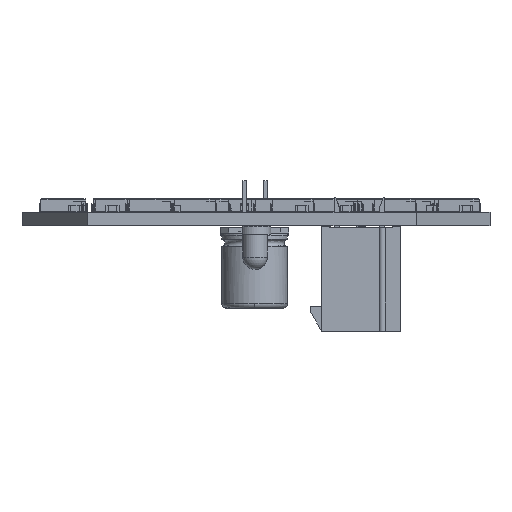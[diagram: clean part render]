
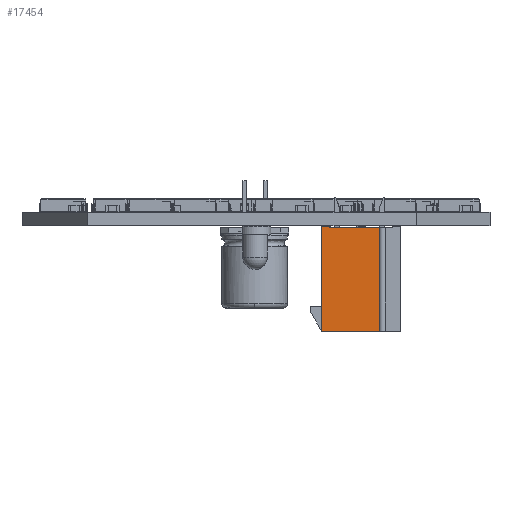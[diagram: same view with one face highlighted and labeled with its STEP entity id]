
A CAD part, front view. The second image highlights one B-rep face of the part: STEP entity #17454.
In plain terms, the highlighted face is planar.
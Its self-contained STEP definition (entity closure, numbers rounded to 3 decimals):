
#14771 = PLANE('',#14772);
#14772 = AXIS2_PLACEMENT_3D('',#14773,#14774,#14775);
#14773 = CARTESIAN_POINT('',(-4.8,0.,-4.8));
#14774 = DIRECTION('',(0.,0.,-1.));
#14775 = DIRECTION('',(0.,-1.,0.));
#14867 = PLANE('',#14868);
#14868 = AXIS2_PLACEMENT_3D('',#14869,#14870,#14871);
#14869 = CARTESIAN_POINT('',(-4.8,12.8,-4.8));
#14870 = DIRECTION('',(0.,1.,0.));
#14871 = DIRECTION('',(1.,0.,-0.));
#14964 = VERTEX_POINT('',#14965);
#14965 = CARTESIAN_POINT('',(4.8,12.8,-4.8));
#14986 = EDGE_CURVE('',#14987,#14964,#14989,.T.);
#14987 = VERTEX_POINT('',#14988);
#14988 = CARTESIAN_POINT('',(4.8,0.,-4.8));
#14989 = SURFACE_CURVE('',#14990,(#14994,#15001),.PCURVE_S1.);
#14990 = LINE('',#14991,#14992);
#14991 = CARTESIAN_POINT('',(4.8,0.,-4.8));
#14992 = VECTOR('',#14993,1.);
#14993 = DIRECTION('',(0.,1.,0.));
#14994 = PCURVE('',#14771,#14995);
#14995 = DEFINITIONAL_REPRESENTATION('',(#14996),#15000);
#14996 = LINE('',#14997,#14998);
#14997 = CARTESIAN_POINT('',(0.,-9.6));
#14998 = VECTOR('',#14999,1.);
#14999 = DIRECTION('',(-1.,-0.));
#15000 = ( GEOMETRIC_REPRESENTATION_CONTEXT(2) 
PARAMETRIC_REPRESENTATION_CONTEXT() REPRESENTATION_CONTEXT('2D SPACE',''
  ) );
#15001 = PCURVE('',#15002,#15007);
#15002 = PLANE('',#15003);
#15003 = AXIS2_PLACEMENT_3D('',#15004,#15005,#15006);
#15004 = CARTESIAN_POINT('',(4.8,0.,0.));
#15005 = DIRECTION('',(1.,0.,0.));
#15006 = DIRECTION('',(0.,1.,-0.));
#15007 = DEFINITIONAL_REPRESENTATION('',(#15008),#15012);
#15008 = LINE('',#15009,#15010);
#15009 = CARTESIAN_POINT('',(0.,-4.8));
#15010 = VECTOR('',#15011,1.);
#15011 = DIRECTION('',(1.,0.));
#15012 = ( GEOMETRIC_REPRESENTATION_CONTEXT(2) 
PARAMETRIC_REPRESENTATION_CONTEXT() REPRESENTATION_CONTEXT('2D SPACE',''
  ) );
#15030 = PLANE('',#15031);
#15031 = AXIS2_PLACEMENT_3D('',#15032,#15033,#15034);
#15032 = CARTESIAN_POINT('',(-4.8,0.,4.8));
#15033 = DIRECTION('',(0.,-1.,0.));
#15034 = DIRECTION('',(0.,0.,-1.));
#15250 = PLANE('',#15251);
#15251 = AXIS2_PLACEMENT_3D('',#15252,#15253,#15254);
#15252 = CARTESIAN_POINT('',(0.8,0.,-3.8));
#15253 = DIRECTION('',(0.,0.,-1.));
#15254 = DIRECTION('',(0.,-1.,0.));
#17013 = PLANE('',#17014);
#17014 = AXIS2_PLACEMENT_3D('',#17015,#17016,#17017);
#17015 = CARTESIAN_POINT('',(-4.8,0.2,0.));
#17016 = DIRECTION('',(0.,-1.,0.));
#17017 = DIRECTION('',(0.,0.,-1.));
#17454 = ADVANCED_FACE('',(#17455),#15002,.T.);
#17455 = FACE_BOUND('',#17456,.T.);
#17456 = EDGE_LOOP('',(#17457,#17482,#17505,#17526,#17527,#17550));
#17457 = ORIENTED_EDGE('',*,*,#17458,.F.);
#17458 = EDGE_CURVE('',#17459,#17461,#17463,.T.);
#17459 = VERTEX_POINT('',#17460);
#17460 = CARTESIAN_POINT('',(4.8,0.2,-3.8));
#17461 = VERTEX_POINT('',#17462);
#17462 = CARTESIAN_POINT('',(4.8,0.2,2.2));
#17463 = SURFACE_CURVE('',#17464,(#17468,#17475),.PCURVE_S1.);
#17464 = LINE('',#17465,#17466);
#17465 = CARTESIAN_POINT('',(4.8,0.2,-3.8)
  );
#17466 = VECTOR('',#17467,1.);
#17467 = DIRECTION('',(0.,0.,1.));
#17468 = PCURVE('',#15002,#17469);
#17469 = DEFINITIONAL_REPRESENTATION('',(#17470),#17474);
#17470 = LINE('',#17471,#17472);
#17471 = CARTESIAN_POINT('',(0.2,-3.8));
#17472 = VECTOR('',#17473,1.);
#17473 = DIRECTION('',(0.,1.));
#17474 = ( GEOMETRIC_REPRESENTATION_CONTEXT(2) 
PARAMETRIC_REPRESENTATION_CONTEXT() REPRESENTATION_CONTEXT('2D SPACE',''
  ) );
#17475 = PCURVE('',#17013,#17476);
#17476 = DEFINITIONAL_REPRESENTATION('',(#17477),#17481);
#17477 = LINE('',#17478,#17479);
#17478 = CARTESIAN_POINT('',(3.8,9.6));
#17479 = VECTOR('',#17480,1.);
#17480 = DIRECTION('',(-1.,0.));
#17481 = ( GEOMETRIC_REPRESENTATION_CONTEXT(2) 
PARAMETRIC_REPRESENTATION_CONTEXT() REPRESENTATION_CONTEXT('2D SPACE',''
  ) );
#17482 = ORIENTED_EDGE('',*,*,#17483,.F.);
#17483 = EDGE_CURVE('',#17484,#17459,#17486,.T.);
#17484 = VERTEX_POINT('',#17485);
#17485 = CARTESIAN_POINT('',(4.8,0.,-3.8));
#17486 = SURFACE_CURVE('',#17487,(#17491,#17498),.PCURVE_S1.);
#17487 = LINE('',#17488,#17489);
#17488 = CARTESIAN_POINT('',(4.8,0.,-3.8));
#17489 = VECTOR('',#17490,1.);
#17490 = DIRECTION('',(0.,1.,0.));
#17491 = PCURVE('',#15002,#17492);
#17492 = DEFINITIONAL_REPRESENTATION('',(#17493),#17497);
#17493 = LINE('',#17494,#17495);
#17494 = CARTESIAN_POINT('',(0.,-3.8));
#17495 = VECTOR('',#17496,1.);
#17496 = DIRECTION('',(1.,0.));
#17497 = ( GEOMETRIC_REPRESENTATION_CONTEXT(2) 
PARAMETRIC_REPRESENTATION_CONTEXT() REPRESENTATION_CONTEXT('2D SPACE',''
  ) );
#17498 = PCURVE('',#15250,#17499);
#17499 = DEFINITIONAL_REPRESENTATION('',(#17500),#17504);
#17500 = LINE('',#17501,#17502);
#17501 = CARTESIAN_POINT('',(0.,-4.));
#17502 = VECTOR('',#17503,1.);
#17503 = DIRECTION('',(-1.,-0.));
#17504 = ( GEOMETRIC_REPRESENTATION_CONTEXT(2) 
PARAMETRIC_REPRESENTATION_CONTEXT() REPRESENTATION_CONTEXT('2D SPACE',''
  ) );
#17505 = ORIENTED_EDGE('',*,*,#17506,.T.);
#17506 = EDGE_CURVE('',#17484,#14987,#17507,.T.);
#17507 = SURFACE_CURVE('',#17508,(#17512,#17519),.PCURVE_S1.);
#17508 = LINE('',#17509,#17510);
#17509 = CARTESIAN_POINT('',(4.8,0.,-3.8));
#17510 = VECTOR('',#17511,1.);
#17511 = DIRECTION('',(0.,0.,-1.));
#17512 = PCURVE('',#15002,#17513);
#17513 = DEFINITIONAL_REPRESENTATION('',(#17514),#17518);
#17514 = LINE('',#17515,#17516);
#17515 = CARTESIAN_POINT('',(0.,-3.8));
#17516 = VECTOR('',#17517,1.);
#17517 = DIRECTION('',(0.,-1.));
#17518 = ( GEOMETRIC_REPRESENTATION_CONTEXT(2) 
PARAMETRIC_REPRESENTATION_CONTEXT() REPRESENTATION_CONTEXT('2D SPACE',''
  ) );
#17519 = PCURVE('',#15030,#17520);
#17520 = DEFINITIONAL_REPRESENTATION('',(#17521),#17525);
#17521 = LINE('',#17522,#17523);
#17522 = CARTESIAN_POINT('',(8.6,9.6));
#17523 = VECTOR('',#17524,1.);
#17524 = DIRECTION('',(1.,0.));
#17525 = ( GEOMETRIC_REPRESENTATION_CONTEXT(2) 
PARAMETRIC_REPRESENTATION_CONTEXT() REPRESENTATION_CONTEXT('2D SPACE',''
  ) );
#17526 = ORIENTED_EDGE('',*,*,#14986,.T.);
#17527 = ORIENTED_EDGE('',*,*,#17528,.T.);
#17528 = EDGE_CURVE('',#14964,#17529,#17531,.T.);
#17529 = VERTEX_POINT('',#17530);
#17530 = CARTESIAN_POINT('',(4.8,12.8,2.2));
#17531 = SURFACE_CURVE('',#17532,(#17536,#17543),.PCURVE_S1.);
#17532 = LINE('',#17533,#17534);
#17533 = CARTESIAN_POINT('',(4.8,12.8,-4.8
    ));
#17534 = VECTOR('',#17535,1.);
#17535 = DIRECTION('',(0.,0.,1.));
#17536 = PCURVE('',#15002,#17537);
#17537 = DEFINITIONAL_REPRESENTATION('',(#17538),#17542);
#17538 = LINE('',#17539,#17540);
#17539 = CARTESIAN_POINT('',(12.8,-4.8));
#17540 = VECTOR('',#17541,1.);
#17541 = DIRECTION('',(0.,1.));
#17542 = ( GEOMETRIC_REPRESENTATION_CONTEXT(2) 
PARAMETRIC_REPRESENTATION_CONTEXT() REPRESENTATION_CONTEXT('2D SPACE',''
  ) );
#17543 = PCURVE('',#14867,#17544);
#17544 = DEFINITIONAL_REPRESENTATION('',(#17545),#17549);
#17545 = LINE('',#17546,#17547);
#17546 = CARTESIAN_POINT('',(9.6,0.));
#17547 = VECTOR('',#17548,1.);
#17548 = DIRECTION('',(0.,-1.));
#17549 = ( GEOMETRIC_REPRESENTATION_CONTEXT(2) 
PARAMETRIC_REPRESENTATION_CONTEXT() REPRESENTATION_CONTEXT('2D SPACE',''
  ) );
#17550 = ORIENTED_EDGE('',*,*,#17551,.T.);
#17551 = EDGE_CURVE('',#17529,#17461,#17552,.T.);
#17552 = SURFACE_CURVE('',#17553,(#17557,#17564),.PCURVE_S1.);
#17553 = LINE('',#17554,#17555);
#17554 = CARTESIAN_POINT('',(4.8,12.8,2.2)
  );
#17555 = VECTOR('',#17556,1.);
#17556 = DIRECTION('',(0.,-1.,0.));
#17557 = PCURVE('',#15002,#17558);
#17558 = DEFINITIONAL_REPRESENTATION('',(#17559),#17563);
#17559 = LINE('',#17560,#17561);
#17560 = CARTESIAN_POINT('',(12.8,2.2));
#17561 = VECTOR('',#17562,1.);
#17562 = DIRECTION('',(-1.,0.));
#17563 = ( GEOMETRIC_REPRESENTATION_CONTEXT(2) 
PARAMETRIC_REPRESENTATION_CONTEXT() REPRESENTATION_CONTEXT('2D SPACE',''
  ) );
#17564 = PCURVE('',#17565,#17570);
#17565 = CYLINDRICAL_SURFACE('',#17566,0.4);
#17566 = AXIS2_PLACEMENT_3D('',#17567,#17568,#17569);
#17567 = CARTESIAN_POINT('',(4.8,12.8,2.6));
#17568 = DIRECTION('',(-0.,1.,-0.));
#17569 = DIRECTION('',(1.,0.,0.));
#17570 = DEFINITIONAL_REPRESENTATION('',(#17571),#17575);
#17571 = LINE('',#17572,#17573);
#17572 = CARTESIAN_POINT('',(7.854,0.));
#17573 = VECTOR('',#17574,1.);
#17574 = DIRECTION('',(0.,-1.));
#17575 = ( GEOMETRIC_REPRESENTATION_CONTEXT(2) 
PARAMETRIC_REPRESENTATION_CONTEXT() REPRESENTATION_CONTEXT('2D SPACE',''
  ) );
